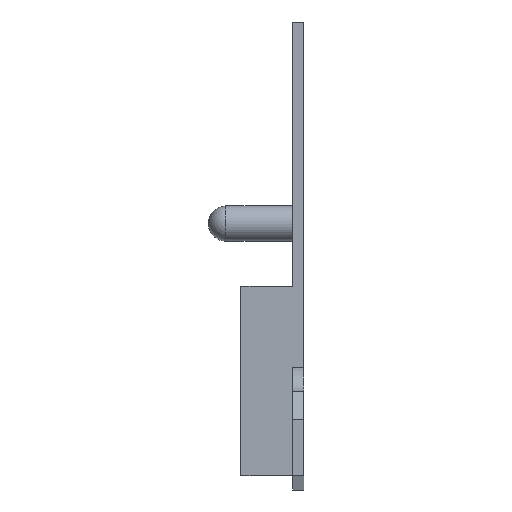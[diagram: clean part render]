
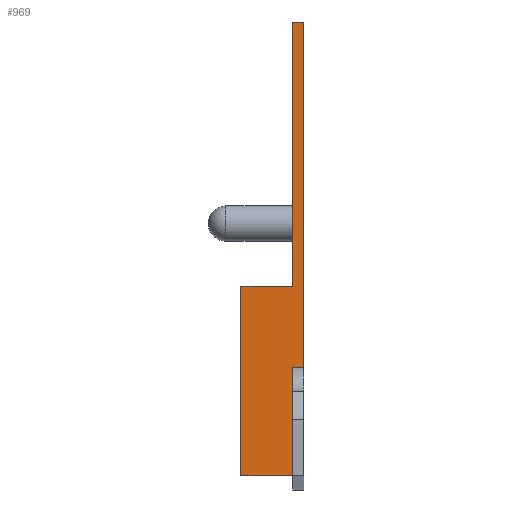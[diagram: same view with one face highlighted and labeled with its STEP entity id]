
A CAD part, left-side view. The second image highlights one B-rep face of the part: STEP entity #969.
In plain terms, the highlighted planar face has unit normal (-1, 0, 0).
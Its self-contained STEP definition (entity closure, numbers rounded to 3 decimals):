
#7 = VECTOR ( 'NONE', #473, 1000. ) ;
#16 = VERTEX_POINT ( 'NONE', #525 ) ;
#71 = DIRECTION ( 'NONE',  ( 0., 0., -1. ) ) ;
#73 = CARTESIAN_POINT ( 'NONE',  ( -16.25, 1.6, 0. ) ) ;
#77 = CARTESIAN_POINT ( 'NONE',  ( -16.25, 8.95, -37.64 ) ) ;
#88 = ORIENTED_EDGE ( 'NONE', *, *, #923, .F. ) ;
#94 = DIRECTION ( 'NONE',  ( 0., -1., 0. ) ) ;
#96 = VERTEX_POINT ( 'NONE', #468 ) ;
#103 = EDGE_CURVE ( 'NONE', #970, #181, #215, .T. ) ;
#121 = LINE ( 'NONE', #366, #170 ) ;
#130 = ORIENTED_EDGE ( 'NONE', *, *, #591, .T. ) ;
#139 = PLANE ( 'NONE',  #173 ) ;
#159 = EDGE_CURVE ( 'NONE', #728, #984, #711, .T. ) ;
#165 = ORIENTED_EDGE ( 'NONE', *, *, #667, .F. ) ;
#166 = DIRECTION ( 'NONE',  ( 0., 0., -1. ) ) ;
#170 = VECTOR ( 'NONE', #282, 1000. ) ;
#173 = AXIS2_PLACEMENT_3D ( 'NONE', #387, #704, #71 ) ;
#181 = VERTEX_POINT ( 'NONE', #73 ) ;
#195 = CARTESIAN_POINT ( 'NONE',  ( -16.25, 1.6, 0. ) ) ;
#212 = ORIENTED_EDGE ( 'NONE', *, *, #749, .T. ) ;
#215 = LINE ( 'NONE', #968, #342 ) ;
#218 = VECTOR ( 'NONE', #390, 1000. ) ;
#276 = VECTOR ( 'NONE', #424, 1000. ) ;
#282 = DIRECTION ( 'NONE',  ( 0., 0., 1. ) ) ;
#299 = DIRECTION ( 'NONE',  ( 0., 0., 1. ) ) ;
#314 = EDGE_LOOP ( 'NONE', ( #431, #88, #719, #165, #1060, #130, #1007, #212 ) ) ;
#317 = LINE ( 'NONE', #868, #7 ) ;
#329 = CARTESIAN_POINT ( 'NONE',  ( -16.25, 1.6, -49.14 ) ) ;
#342 = VECTOR ( 'NONE', #299, 1000. ) ;
#344 = LINE ( 'NONE', #502, #579 ) ;
#362 = VECTOR ( 'NONE', #166, 1000. ) ;
#366 = CARTESIAN_POINT ( 'NONE',  ( -16.25, 0., 0. ) ) ;
#376 = VECTOR ( 'NONE', #682, 1000. ) ;
#387 = CARTESIAN_POINT ( 'NONE',  ( -16.25, 1.6, 0. ) ) ;
#390 = DIRECTION ( 'NONE',  ( 0., 0., -1. ) ) ;
#396 = CARTESIAN_POINT ( 'NONE',  ( -16.25, 0., 0. ) ) ;
#424 = DIRECTION ( 'NONE',  ( 0., -1., 0. ) ) ;
#431 = ORIENTED_EDGE ( 'NONE', *, *, #511, .T. ) ;
#468 = CARTESIAN_POINT ( 'NONE',  ( -16.25, 8.95, -64.64 ) ) ;
#473 = DIRECTION ( 'NONE',  ( 0., -1., 0. ) ) ;
#502 = CARTESIAN_POINT ( 'NONE',  ( -16.25, 1.6, -49.14 ) ) ;
#511 = EDGE_CURVE ( 'NONE', #582, #615, #121, .T. ) ;
#525 = CARTESIAN_POINT ( 'NONE',  ( -16.25, 8.95, -37.64 ) ) ;
#539 = CARTESIAN_POINT ( 'NONE',  ( -16.25, 0., -49.14 ) ) ;
#570 = CARTESIAN_POINT ( 'NONE',  ( -16.25, 8.95, -37.64 ) ) ;
#579 = VECTOR ( 'NONE', #94, 1000. ) ;
#582 = VERTEX_POINT ( 'NONE', #539 ) ;
#591 = EDGE_CURVE ( 'NONE', #96, #984, #317, .T. ) ;
#615 = VERTEX_POINT ( 'NONE', #396 ) ;
#667 = EDGE_CURVE ( 'NONE', #16, #970, #752, .T. ) ;
#682 = DIRECTION ( 'NONE',  ( 0., -1., 0. ) ) ;
#688 = EDGE_CURVE ( 'NONE', #16, #96, #900, .T. ) ;
#704 = DIRECTION ( 'NONE',  ( 1., 0., 0. ) ) ;
#711 = LINE ( 'NONE', #892, #218 ) ;
#715 = FACE_OUTER_BOUND ( 'NONE', #314, .T. ) ;
#719 = ORIENTED_EDGE ( 'NONE', *, *, #103, .F. ) ;
#728 = VERTEX_POINT ( 'NONE', #329 ) ;
#749 = EDGE_CURVE ( 'NONE', #728, #582, #344, .T. ) ;
#752 = LINE ( 'NONE', #570, #276 ) ;
#868 = CARTESIAN_POINT ( 'NONE',  ( -16.25, 8.95, -64.64 ) ) ;
#879 = CARTESIAN_POINT ( 'NONE',  ( -16.25, 1.6, -37.64 ) ) ;
#892 = CARTESIAN_POINT ( 'NONE',  ( -16.25, 1.6, -37.64 ) ) ;
#900 = LINE ( 'NONE', #77, #362 ) ;
#923 = EDGE_CURVE ( 'NONE', #181, #615, #932, .T. ) ;
#932 = LINE ( 'NONE', #195, #376 ) ;
#968 = CARTESIAN_POINT ( 'NONE',  ( -16.25, 1.6, 0. ) ) ;
#969 = ADVANCED_FACE ( 'NONE', ( #715 ), #139, .F. ) ;
#970 = VERTEX_POINT ( 'NONE', #879 ) ;
#984 = VERTEX_POINT ( 'NONE', #1048 ) ;
#1007 = ORIENTED_EDGE ( 'NONE', *, *, #159, .F. ) ;
#1048 = CARTESIAN_POINT ( 'NONE',  ( -16.25, 1.6, -64.64 ) ) ;
#1060 = ORIENTED_EDGE ( 'NONE', *, *, #688, .T. ) ;
